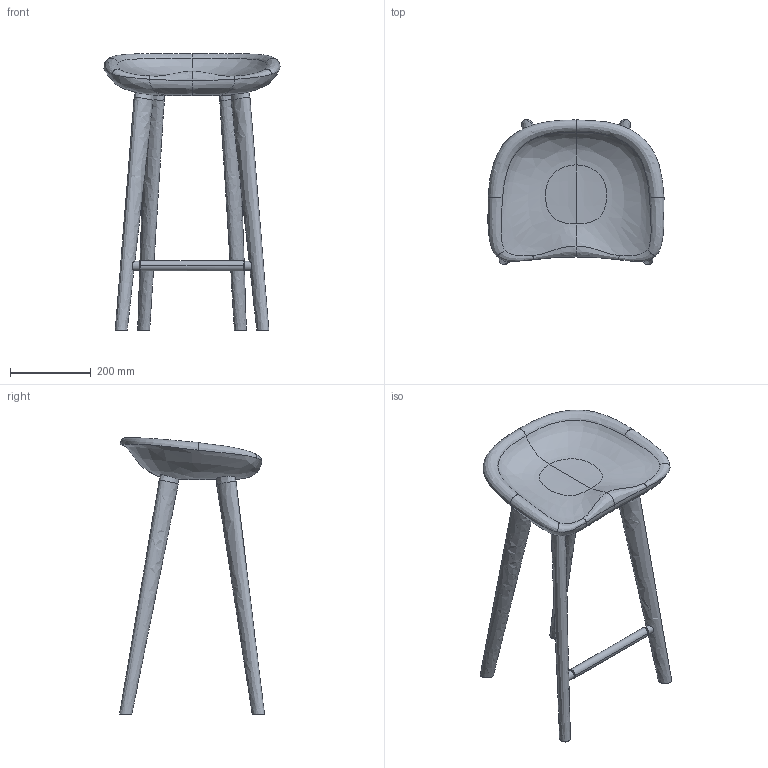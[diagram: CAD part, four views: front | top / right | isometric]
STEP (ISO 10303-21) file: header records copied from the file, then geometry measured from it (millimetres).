
FILE_DESCRIPTION(/* description */ (''),/* implementation_level */ '2;1');
FILE_NAME(/* name */ 'Tractor_CB-22_3D',/* time_stamp */ '2023-10-06T12:10:14+02:00',/* author */ (''),/* organization */ (''),/* preprocessor_version */ 'ST-DEVELOPER v16.5',/* originating_system */ 'Rhino 7.31',/* authorisation */ '');
FILE_SCHEMA (('AUTOMOTIVE_DESIGN'));
Length unit declared in the file: centimetre
Products named in the file (2): Document; Tractor_CB-22
Assembly tree (1 placements, depth 2):
  Document
    Tractor_CB-22
Bounding box: 435.41 x 358.87 x 684.28 mm (x, y, z)
Volume: 1582284.6 mm3; surface area: 676727.7 mm2
Topology: 4 solids, 11 shells, 64 faces, 116 edges, 72 vertices
Faces by surface type: bspline 39, plane 25
Entity records: 7765 total; most frequent: CARTESIAN_POINT 6802, ORIENTED_EDGE 224, EDGE_CURVE 116, B_SPLINE_CURVE_WITH_KNOTS 78, VERTEX_POINT 72, EDGE_LOOP 70, ADVANCED_FACE 64, FACE_OUTER_BOUND 64
